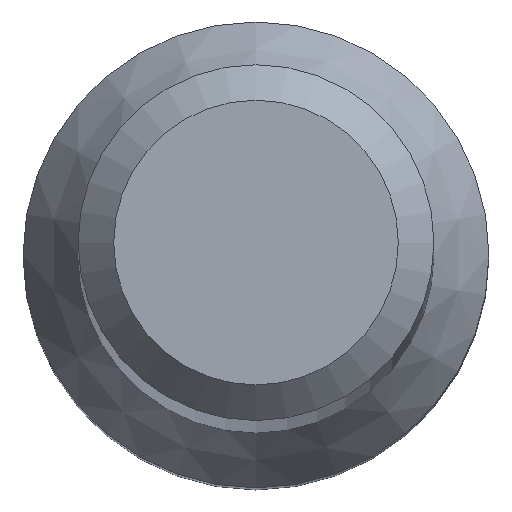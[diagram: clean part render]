
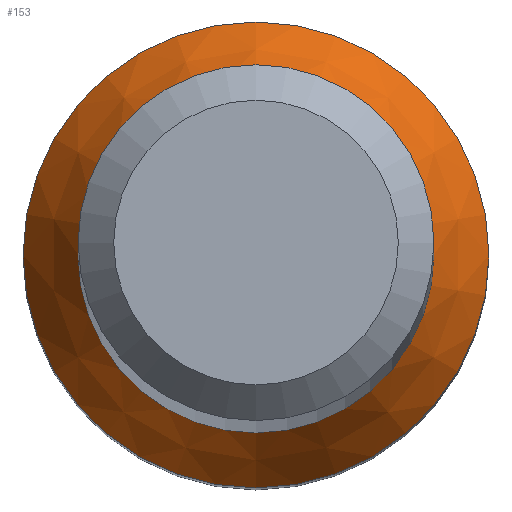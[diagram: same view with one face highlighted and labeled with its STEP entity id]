
A CAD part, top view. The second image highlights one B-rep face of the part: STEP entity #153.
In plain terms, the highlighted conical face has half-angle 30 degrees and reference radius 1.964 mm.
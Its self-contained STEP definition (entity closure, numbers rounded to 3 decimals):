
#3 = CARTESIAN_POINT ( 'NONE',  ( 0., 1.964, 10.279 ) ) ;
#5 = EDGE_CURVE ( 'NONE', #38, #38, #238, .T. ) ;
#12 = CARTESIAN_POINT ( 'NONE',  ( 0., 0., 10.279 ) ) ;
#16 = AXIS2_PLACEMENT_3D ( 'NONE', #12, #110, #235 ) ;
#17 = DIRECTION ( 'NONE',  ( 0., 1., 0. ) ) ;
#38 = VERTEX_POINT ( 'NONE', #3 ) ;
#48 = EDGE_LOOP ( 'NONE', ( #161 ) ) ;
#61 = DIRECTION ( 'NONE',  ( 0., 0., -1. ) ) ;
#84 = CONICAL_SURFACE ( 'NONE', #208, 1.964, 0.524 ) ;
#95 = CIRCLE ( 'NONE', #164, 1.5 ) ;
#97 = VERTEX_POINT ( 'NONE', #148 ) ;
#98 = CARTESIAN_POINT ( 'NONE',  ( 0., 0., 10.279 ) ) ;
#110 = DIRECTION ( 'NONE',  ( 0., 0., -1. ) ) ;
#127 = ORIENTED_EDGE ( 'NONE', *, *, #243, .T. ) ;
#134 = FACE_OUTER_BOUND ( 'NONE', #48, .T. ) ;
#148 = CARTESIAN_POINT ( 'NONE',  ( 0., 1.5, 11.083 ) ) ;
#153 = ADVANCED_FACE ( 'NONE', ( #191, #134 ), #84, .T. ) ;
#161 = ORIENTED_EDGE ( 'NONE', *, *, #5, .F. ) ;
#164 = AXIS2_PLACEMENT_3D ( 'NONE', #189, #172, #17 ) ;
#172 = DIRECTION ( 'NONE',  ( 0., 0., -1. ) ) ;
#173 = DIRECTION ( 'NONE',  ( 0., 1., 0. ) ) ;
#182 = EDGE_LOOP ( 'NONE', ( #127 ) ) ;
#189 = CARTESIAN_POINT ( 'NONE',  ( 0., 0., 11.083 ) ) ;
#191 = FACE_BOUND ( 'NONE', #182, .T. ) ;
#208 = AXIS2_PLACEMENT_3D ( 'NONE', #98, #61, #173 ) ;
#235 = DIRECTION ( 'NONE',  ( 0., 1., 0. ) ) ;
#238 = CIRCLE ( 'NONE', #16, 1.964 ) ;
#243 = EDGE_CURVE ( 'NONE', #97, #97, #95, .T. ) ;
